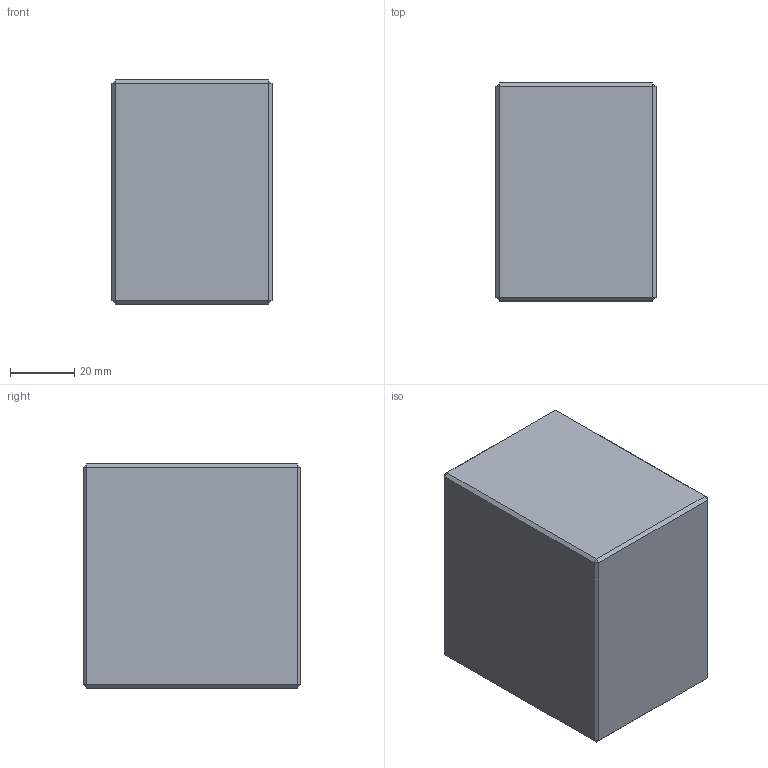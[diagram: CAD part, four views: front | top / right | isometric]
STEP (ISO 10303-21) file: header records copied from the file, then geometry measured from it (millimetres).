
FILE_DESCRIPTION(/* description */ (''),/* implementation_level */ '2;1');
FILE_NAME(/* name */ 'X-SFVH25-3.stp',/* time_stamp */ '2025-04-15T09:21:34+02:00',/* author */ (''),/* organization */ (''),/* preprocessor_version */ 'ST-DEVELOPER v16.7',/* originating_system */ 'SIEMENS PLM Software NX 1863',/* authorisation */ '');
FILE_SCHEMA (('AP203_CONFIGURATION_CONTROLLED_3D_DESIGN_OF_MECHANICAL_PARTS_AND_ASSEMBLIES_MIM_LF { 1 0 10303 403 2 1 2}'));
Length unit declared in the file: millimetre
Products named in the file (1): X-SFVH25-3
Bounding box: 50 x 68 x 70 mm (x, y, z)
Volume: 194993 mm3; surface area: 31584.8 mm2
Topology: 1 solids, 1 shells, 56 faces, 128 edges, 74 vertices
Faces by surface type: plane 26, cone 20, cylinder 10
Full cylindrical faces by diameter (mm): 8.5 x8, 25 x2
Entity records: 1348 total; most frequent: DIRECTION 224, CARTESIAN_POINT 208, ORIENTED_EDGE 160, AXIS2_PLACEMENT_3D 88, EDGE_LOOP 86, EDGE_CURVE 80, FACE_BOUND 68, VERTEX_POINT 62
